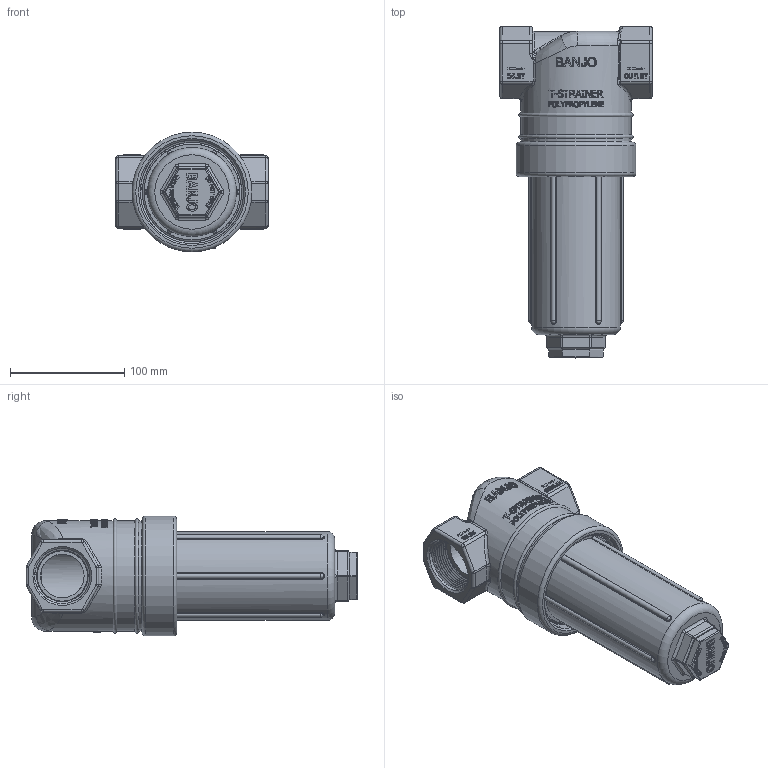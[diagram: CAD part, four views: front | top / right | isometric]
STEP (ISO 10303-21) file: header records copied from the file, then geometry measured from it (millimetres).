
FILE_DESCRIPTION(/* description */ ('1-1/2" POLY T STRAINER 30 MESH'),/* implementation_level */ '2;1');
FILE_NAME(/* name */ 'LST150-30.stp',/* time_stamp */ '2018-08-23T16:43:23-04:00',/* author */ ('CKA'),/* organization */ (''),/* preprocessor_version */ 'ST-DEVELOPER v17',/* originating_system */ 'Autodesk Inventor 2018',/* authorisation */ '');
FILE_SCHEMA (('AUTOMOTIVE_DESIGN { 1 0 10303 214 3 1 1 }'));
Length unit declared in the file: inch
Products named in the file (10): LST150-30; CE050D; LST1300D; LST150-B; LST150-XB; LSQ200-R; LSQ200-PL; LST150-G; LST150-H; LST1530
Assembly tree (9 placements, depth 3):
  LST150-30
    CE050D
    LST1300D
    LST150-B
      LST150-XB
      LSQ200-R
      LSQ200-PL
    LST150-G
    LST150-H
    LST1530
Bounding box: 133.35 x 290.39 x 104.78 mm (x, y, z)
Volume: 811995.9 mm3; surface area: 311035.7 mm2
Topology: 8 solids, 8 shells, 3134 faces, 8355 edges, 5468 vertices
Faces by surface type: plane 1693, bspline 1035, cylinder 290, torus 48, cone 46, sphere 22
Full cylindrical faces by diameter (mm): 12.7 x1, 19.05 x1, 33.401 x1, 38.1 x2, 45.974 x1, 50.8 x1, 51.054 x1, 56.388 x1, 57.404 x1, 57.531 x1, 57.658 x2, 65.087 x1, 66.548 x1, 72.898 x1, 77.216 x1, 77.787 x1, 81.026 x1, 83.82 x6, 86.989 x7, 87.255 x4, 90.424 x9, 96.774 x3, 104.775 x1
Entity records: 150553 total; most frequent: CARTESIAN_POINT 77974, ORIENTED_EDGE 16654, DIRECTION 11167, EDGE_CURVE 8327, VERTEX_POINT 5468, LINE 5093, VECTOR 5093, EDGE_LOOP 3405
